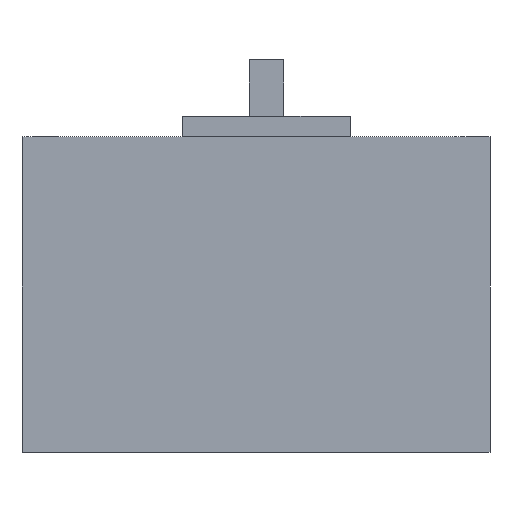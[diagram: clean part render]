
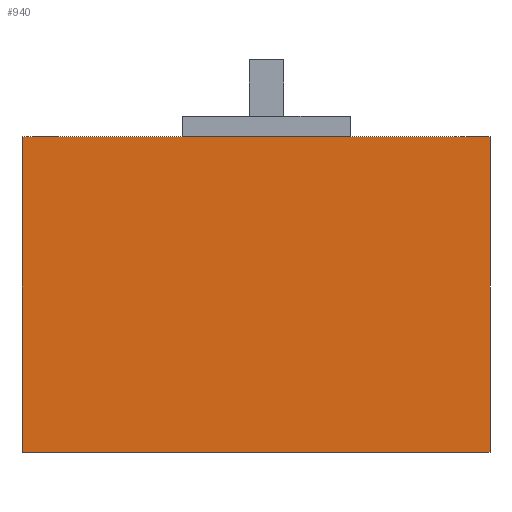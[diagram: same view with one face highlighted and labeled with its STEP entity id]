
A CAD part, left-side view. The second image highlights one B-rep face of the part: STEP entity #940.
In plain terms, the highlighted planar face has unit normal (-1, 0, 0).
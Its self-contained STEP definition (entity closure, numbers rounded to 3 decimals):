
#402=CARTESIAN_POINT('',(-450.0,-1436.25,0.));
#403=VERTEX_POINT('',#402);
#410=CARTESIAN_POINT('',(-450.0,63.75,0.));
#411=VERTEX_POINT('',#410);
#412=CARTESIAN_POINT('',(-450.0,-1436.25,0.));
#413=DIRECTION('',(0.0,1.0,0.0));
#414=VECTOR('',#413,1500.0);
#415=LINE('',#412,#414);
#416=EDGE_CURVE('',#403,#411,#415,.T.);
#469=CARTESIAN_POINT('',(-450.0,-1436.25,1010.));
#470=VERTEX_POINT('',#469);
#477=CARTESIAN_POINT('',(-450.0,-1436.25,0.));
#478=DIRECTION('',(0.0,0.0,1.0));
#479=VECTOR('',#478,1010.);
#480=LINE('',#477,#479);
#481=EDGE_CURVE('',#403,#470,#480,.T.);
#917=CARTESIAN_POINT('',(-450.0,-1436.25,0.));
#918=DIRECTION('',(-1.0,0.0,0.0));
#919=DIRECTION('',(0.0,0.0,1.0));
#920=AXIS2_PLACEMENT_3D('',#917,#918,#919);
#921=PLANE('',#920);
#922=CARTESIAN_POINT('',(-450.0,63.75,1010.0));
#923=VERTEX_POINT('',#922);
#924=CARTESIAN_POINT('',(-450.0,-1436.25,1010.));
#925=DIRECTION('',(0.0,1.0,0.0));
#926=VECTOR('',#925,1500.0);
#927=LINE('',#924,#926);
#928=EDGE_CURVE('',#470,#923,#927,.T.);
#929=ORIENTED_EDGE('',*,*,#928,.T.);
#930=CARTESIAN_POINT('',(-450.0,63.75,0.));
#931=DIRECTION('',(0.0,0.0,1.0));
#932=VECTOR('',#931,1010.0);
#933=LINE('',#930,#932);
#934=EDGE_CURVE('',#411,#923,#933,.T.);
#935=ORIENTED_EDGE('',*,*,#934,.F.);
#936=ORIENTED_EDGE('',*,*,#416,.F.);
#937=ORIENTED_EDGE('',*,*,#481,.T.);
#938=EDGE_LOOP('',(#929,#935,#936,#937));
#939=FACE_OUTER_BOUND('',#938,.T.);
#940=ADVANCED_FACE('',(#939),#921,.T.);
